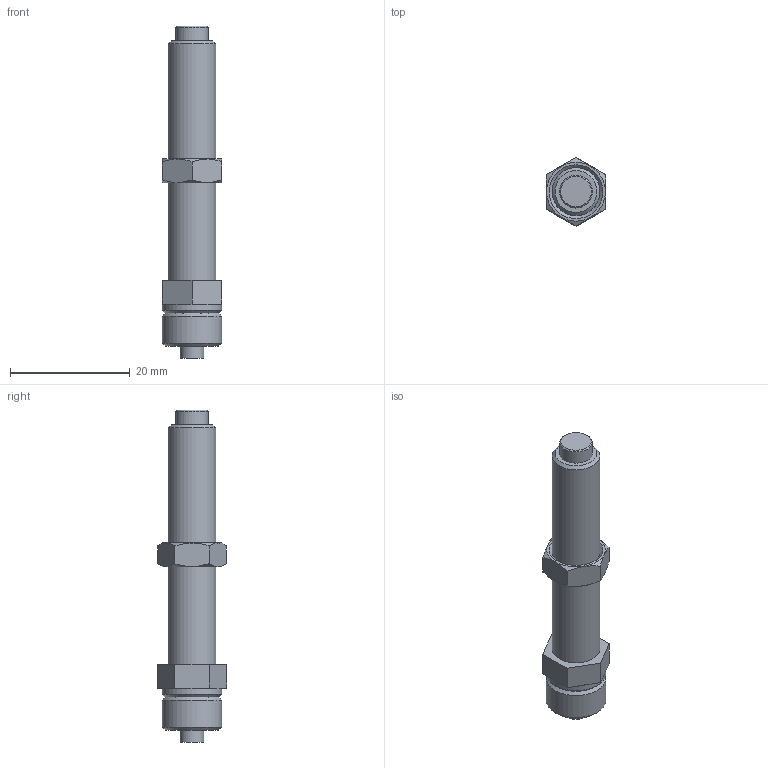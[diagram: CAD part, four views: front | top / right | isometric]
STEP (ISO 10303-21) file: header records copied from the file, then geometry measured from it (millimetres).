
FILE_DESCRIPTION(/* description */ (''),/* implementation_level */ '2;1');
FILE_NAME(/* name */ 'AY000035.stp',/* time_stamp */ '2016-09-29T10:28:21+02:00',/* author */ ('mitarbeiter'),/* organization */ (''),/* preprocessor_version */ 'ST-DEVELOPER v15.2',/* originating_system */ 'Autodesk Inventor 2014',/* authorisation */ '');
FILE_SCHEMA (('AUTOMOTIVE_DESIGN { 1 0 10303 214 3 1 1 }'));
Length unit declared in the file: millimetre
Products named in the file (3): AY000035; Mutter M8x1
Bounding box: 10 x 11.55 x 55.5 mm (x, y, z)
Volume: 2214.9 mm3; surface area: 2575.6 mm2
Topology: 2 solids, 3 shells, 43 faces, 88 edges, 54 vertices
Faces by surface type: plane 27, cone 9, cylinder 7
Full cylindrical faces by diameter (mm): 4 x1, 5.5 x2, 8 x2, 10 x2
Entity records: 1067 total; most frequent: CARTESIAN_POINT 192, DIRECTION 180, ORIENTED_EDGE 138, AXIS2_PLACEMENT_3D 75, EDGE_CURVE 69, EDGE_LOOP 64, VERTEX_POINT 51, FACE_OUTER_BOUND 43
